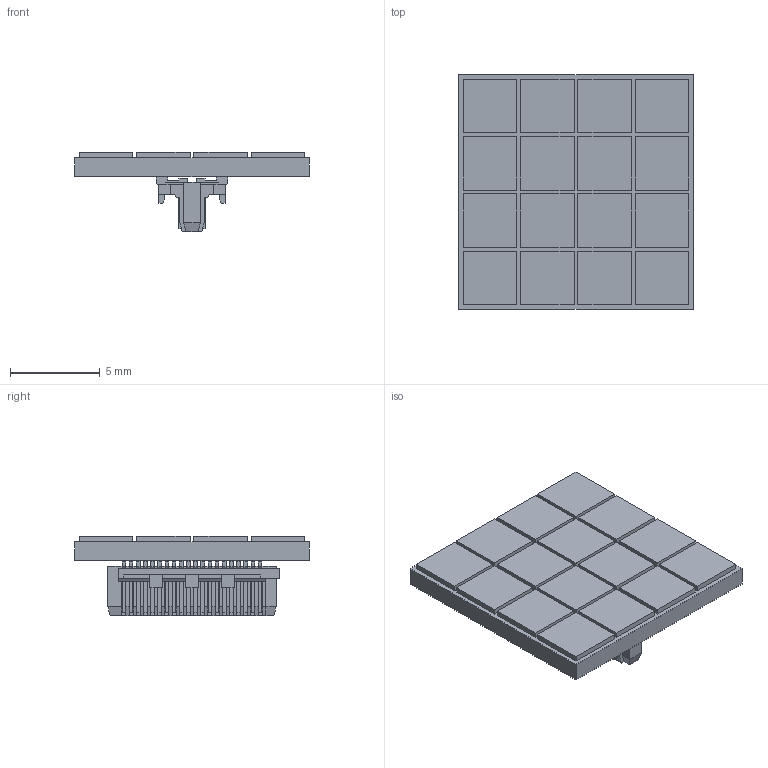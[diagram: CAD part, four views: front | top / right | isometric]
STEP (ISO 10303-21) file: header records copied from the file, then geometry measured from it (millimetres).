
FILE_DESCRIPTION((''),'2;1');
FILE_NAME('HAMAMATSU_S12642-050CN(X)_Part1.stp','2013-09-23T11:52:52',(''),(''),'Mechanical Desktop 2011','Mechanical Desktop 2011',', , ');
FILE_SCHEMA(('AUTOMOTIVE_DESIGN { 1 2 10303 214 1 1 1 1 }'));
Length unit declared in the file: millimetre
Products named in the file (1): Product
Bounding box: 13.1 x 13.1 x 4.42 mm (x, y, z)
Volume: 267.2 mm3; surface area: 1144.6 mm2
Topology: 131 solids, 131 shells, 1417 faces, 3417 edges, 2269 vertices
Faces by surface type: plane 1242, cylinder 170, sphere 5
Entity records: 40821 total; most frequent: CARTESIAN_POINT 7354, ORIENTED_EDGE 6830, DIRECTION 6571, EDGE_CURVE 3415, VECTOR 3071, LINE 3071, VERTEX_POINT 2269, AXIS2_PLACEMENT_3D 1750
